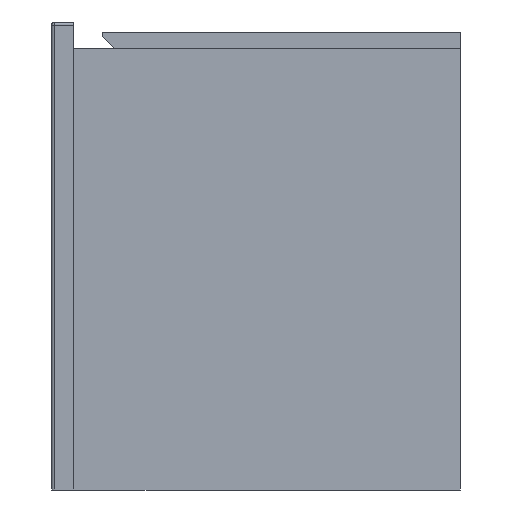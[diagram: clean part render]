
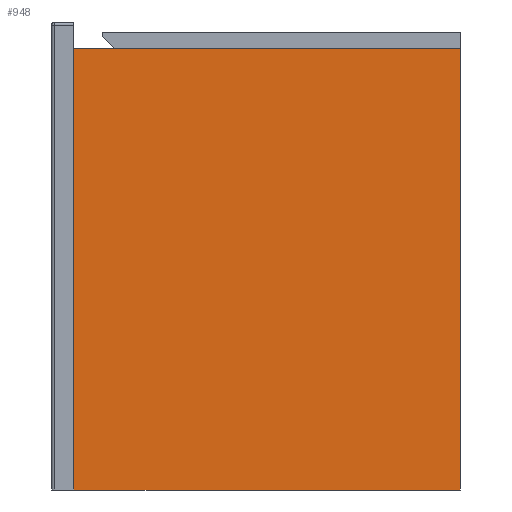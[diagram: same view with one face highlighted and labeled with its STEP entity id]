
A CAD part, left-side view. The second image highlights one B-rep face of the part: STEP entity #948.
In plain terms, the highlighted planar face has unit normal (-1, 0, 0).
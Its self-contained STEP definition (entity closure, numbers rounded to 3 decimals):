
#33 = ORIENTED_EDGE ( 'NONE', *, *, #2696, .F. ) ;
#54 = CARTESIAN_POINT ( 'NONE',  ( -744., 190., 434. ) ) ;
#94 = DIRECTION ( 'NONE',  ( 0., 0., -1. ) ) ;
#192 = CARTESIAN_POINT ( 'NONE',  ( -744., -190., 0. ) ) ;
#266 = CARTESIAN_POINT ( 'NONE',  ( -744., 190., 0. ) ) ;
#366 = VECTOR ( 'NONE', #2710, 1000. ) ;
#414 = LINE ( 'NONE', #54, #1704 ) ;
#426 = CARTESIAN_POINT ( 'NONE',  ( -744., 190., 0. ) ) ;
#728 = ORIENTED_EDGE ( 'NONE', *, *, #3303, .T. ) ;
#745 = AXIS2_PLACEMENT_3D ( 'NONE', #3155, #3140, #1621 ) ;
#840 = VECTOR ( 'NONE', #1978, 1000. ) ;
#948 = ADVANCED_FACE ( 'NONE', ( #1851 ), #1344, .T. ) ;
#1024 = VERTEX_POINT ( 'NONE', #1364 ) ;
#1037 = EDGE_CURVE ( 'NONE', #2084, #2245, #414, .T. ) ;
#1187 = CARTESIAN_POINT ( 'NONE',  ( -744., -190., 434. ) ) ;
#1211 = ORIENTED_EDGE ( 'NONE', *, *, #1527, .F. ) ;
#1310 = LINE ( 'NONE', #426, #2853 ) ;
#1344 = PLANE ( 'NONE',  #745 ) ;
#1364 = CARTESIAN_POINT ( 'NONE',  ( -744., -190., 434. ) ) ;
#1376 = VERTEX_POINT ( 'NONE', #192 ) ;
#1527 = EDGE_CURVE ( 'NONE', #1376, #2245, #1310, .T. ) ;
#1621 = DIRECTION ( 'NONE',  ( 0., 0., 1. ) ) ;
#1704 = VECTOR ( 'NONE', #94, 1000. ) ;
#1851 = FACE_OUTER_BOUND ( 'NONE', #1962, .T. ) ;
#1962 = EDGE_LOOP ( 'NONE', ( #1211, #33, #728, #2166 ) ) ;
#1978 = DIRECTION ( 'NONE',  ( 0., 0., -1. ) ) ;
#2084 = VERTEX_POINT ( 'NONE', #3042 ) ;
#2166 = ORIENTED_EDGE ( 'NONE', *, *, #1037, .T. ) ;
#2223 = DIRECTION ( 'NONE',  ( 0., 1., 0. ) ) ;
#2245 = VERTEX_POINT ( 'NONE', #266 ) ;
#2675 = LINE ( 'NONE', #2961, #366 ) ;
#2696 = EDGE_CURVE ( 'NONE', #1024, #1376, #3117, .T. ) ;
#2710 = DIRECTION ( 'NONE',  ( 0., 1., 0. ) ) ;
#2853 = VECTOR ( 'NONE', #2223, 1000. ) ;
#2961 = CARTESIAN_POINT ( 'NONE',  ( -744., 190., 434. ) ) ;
#3042 = CARTESIAN_POINT ( 'NONE',  ( -744., 190., 434. ) ) ;
#3117 = LINE ( 'NONE', #1187, #840 ) ;
#3140 = DIRECTION ( 'NONE',  ( -1., 0., 0. ) ) ;
#3155 = CARTESIAN_POINT ( 'NONE',  ( -744., 190., 434. ) ) ;
#3303 = EDGE_CURVE ( 'NONE', #1024, #2084, #2675, .T. ) ;
